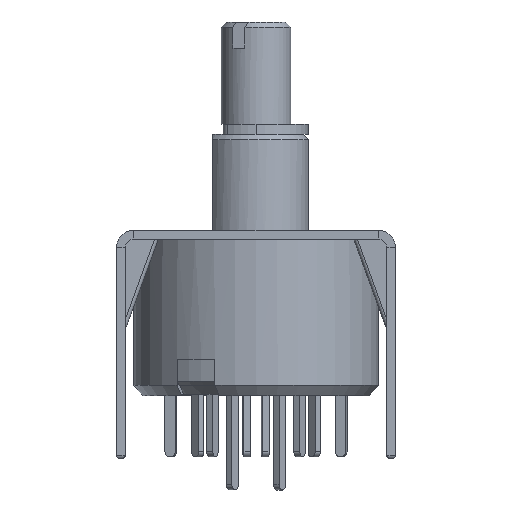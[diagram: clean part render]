
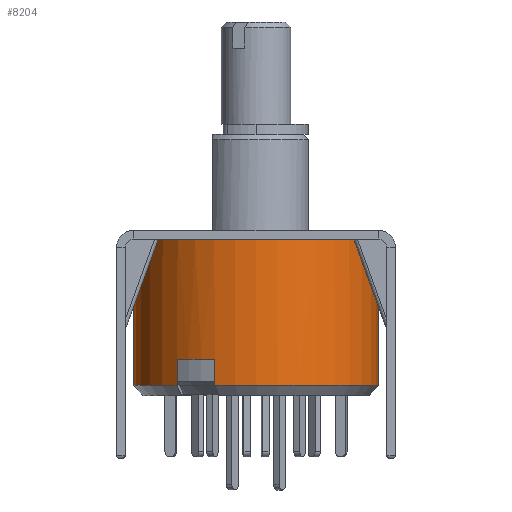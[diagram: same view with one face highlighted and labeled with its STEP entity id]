
A CAD part, front view. The second image highlights one B-rep face of the part: STEP entity #8204.
In plain terms, the highlighted cylindrical face has radius 7 mm (diameter 14 mm), a partial arc.
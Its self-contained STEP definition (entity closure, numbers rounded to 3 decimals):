
#88 = CARTESIAN_POINT ( 'NONE',  ( 0., 0., -7.4 ) ) ;
#141 = ORIENTED_EDGE ( 'NONE', *, *, #3541, .T. ) ;
#501 = DIRECTION ( 'NONE',  ( -1., 0., 0. ) ) ;
#875 = ORIENTED_EDGE ( 'NONE', *, *, #5656, .F. ) ;
#1392 = VECTOR ( 'NONE', #9648, 1000. ) ;
#1676 = CIRCLE ( 'NONE', #6249, 7. ) ;
#1855 = CARTESIAN_POINT ( 'NONE',  ( -2.361, -6.59, 9. ) ) ;
#2019 = VERTEX_POINT ( 'NONE', #13105 ) ;
#2242 = CARTESIAN_POINT ( 'NONE',  ( 7., 0., 9. ) ) ;
#3013 = CARTESIAN_POINT ( 'NONE',  ( -4.526, -5.34, 9. ) ) ;
#3541 = EDGE_CURVE ( 'NONE', #8889, #10392, #8077, .T. ) ;
#3570 = DIRECTION ( 'NONE',  ( 1., 0., 0. ) ) ;
#3679 = VERTEX_POINT ( 'NONE', #14213 ) ;
#3851 = AXIS2_PLACEMENT_3D ( 'NONE', #10330, #5904, #501 ) ;
#3924 = ORIENTED_EDGE ( 'NONE', *, *, #8831, .F. ) ;
#4344 = EDGE_LOOP ( 'NONE', ( #3924, #12486, #8916, #6974, #10470, #8895, #141, #875 ) ) ;
#4703 = DIRECTION ( 'NONE',  ( -1., 0., 0. ) ) ;
#4750 = CIRCLE ( 'NONE', #9388, 7. ) ;
#4857 = CARTESIAN_POINT ( 'NONE',  ( -4.526, -5.34, -7.4 ) ) ;
#4866 = EDGE_CURVE ( 'NONE', #9212, #2019, #13343, .T. ) ;
#5656 = EDGE_CURVE ( 'NONE', #3679, #10392, #1676, .T. ) ;
#5904 = DIRECTION ( 'NONE',  ( 0., 0., -1. ) ) ;
#5951 = CARTESIAN_POINT ( 'NONE',  ( -2.361, -6.59, -7.4 ) ) ;
#6249 = AXIS2_PLACEMENT_3D ( 'NONE', #88, #10138, #3570 ) ;
#6293 = VERTEX_POINT ( 'NONE', #12266 ) ;
#6501 = AXIS2_PLACEMENT_3D ( 'NONE', #13595, #13496, #10282 ) ;
#6803 = CARTESIAN_POINT ( 'NONE',  ( 7., 0., 0.95 ) ) ;
#6974 = ORIENTED_EDGE ( 'NONE', *, *, #7787, .F. ) ;
#7787 = EDGE_CURVE ( 'NONE', #9212, #6293, #12223, .T. ) ;
#7814 = DIRECTION ( 'NONE',  ( 0., 0., 1. ) ) ;
#8077 = LINE ( 'NONE', #1855, #1392 ) ;
#8204 = ADVANCED_FACE ( 'NONE', ( #13784 ), #10871, .T. ) ;
#8617 = LINE ( 'NONE', #13683, #9641 ) ;
#8646 = LINE ( 'NONE', #2242, #9487 ) ;
#8825 = CARTESIAN_POINT ( 'NONE',  ( -2.361, -6.59, -5.9 ) ) ;
#8831 = EDGE_CURVE ( 'NONE', #10257, #3679, #8646, .T. ) ;
#8889 = VERTEX_POINT ( 'NONE', #8825 ) ;
#8895 = ORIENTED_EDGE ( 'NONE', *, *, #14084, .T. ) ;
#8898 = CARTESIAN_POINT ( 'NONE',  ( 0., 0., -5.9 ) ) ;
#8916 = ORIENTED_EDGE ( 'NONE', *, *, #9834, .T. ) ;
#9212 = VERTEX_POINT ( 'NONE', #4857 ) ;
#9388 = AXIS2_PLACEMENT_3D ( 'NONE', #8898, #7814, #4703 ) ;
#9439 = VERTEX_POINT ( 'NONE', #13023 ) ;
#9487 = VECTOR ( 'NONE', #12116, 1000. ) ;
#9641 = VECTOR ( 'NONE', #10362, 1000. ) ;
#9648 = DIRECTION ( 'NONE',  ( 0., 0., -1. ) ) ;
#9755 = DIRECTION ( 'NONE',  ( 0., 0., -1. ) ) ;
#9834 = EDGE_CURVE ( 'NONE', #9439, #6293, #8617, .T. ) ;
#10138 = DIRECTION ( 'NONE',  ( 0., 0., -1. ) ) ;
#10257 = VERTEX_POINT ( 'NONE', #6803 ) ;
#10282 = DIRECTION ( 'NONE',  ( 1., 0., 0. ) ) ;
#10330 = CARTESIAN_POINT ( 'NONE',  ( 0., 0., 0.95 ) ) ;
#10362 = DIRECTION ( 'NONE',  ( 0., 0., -1. ) ) ;
#10392 = VERTEX_POINT ( 'NONE', #5951 ) ;
#10470 = ORIENTED_EDGE ( 'NONE', *, *, #4866, .T. ) ;
#10667 = DIRECTION ( 'NONE',  ( 0., 0., 1. ) ) ;
#10871 = CYLINDRICAL_SURFACE ( 'NONE', #13547, 7. ) ;
#11897 = CARTESIAN_POINT ( 'NONE',  ( 0., 0., 9. ) ) ;
#12116 = DIRECTION ( 'NONE',  ( 0., 0., -1. ) ) ;
#12223 = CIRCLE ( 'NONE', #6501, 7. ) ;
#12266 = CARTESIAN_POINT ( 'NONE',  ( -7., 0., -7.4 ) ) ;
#12271 = EDGE_CURVE ( 'NONE', #10257, #9439, #13692, .T. ) ;
#12486 = ORIENTED_EDGE ( 'NONE', *, *, #12271, .T. ) ;
#12819 = VECTOR ( 'NONE', #10667, 1000. ) ;
#13023 = CARTESIAN_POINT ( 'NONE',  ( -7., 0., 0.95 ) ) ;
#13105 = CARTESIAN_POINT ( 'NONE',  ( -4.526, -5.34, -5.9 ) ) ;
#13343 = LINE ( 'NONE', #3013, #12819 ) ;
#13496 = DIRECTION ( 'NONE',  ( 0., 0., -1. ) ) ;
#13547 = AXIS2_PLACEMENT_3D ( 'NONE', #11897, #9755, #14225 ) ;
#13595 = CARTESIAN_POINT ( 'NONE',  ( 0., 0., -7.4 ) ) ;
#13683 = CARTESIAN_POINT ( 'NONE',  ( -7., 0., 9. ) ) ;
#13692 = CIRCLE ( 'NONE', #3851, 7. ) ;
#13784 = FACE_OUTER_BOUND ( 'NONE', #4344, .T. ) ;
#14084 = EDGE_CURVE ( 'NONE', #2019, #8889, #4750, .T. ) ;
#14213 = CARTESIAN_POINT ( 'NONE',  ( 7., 0., -7.4 ) ) ;
#14225 = DIRECTION ( 'NONE',  ( -1., 0., 0. ) ) ;
